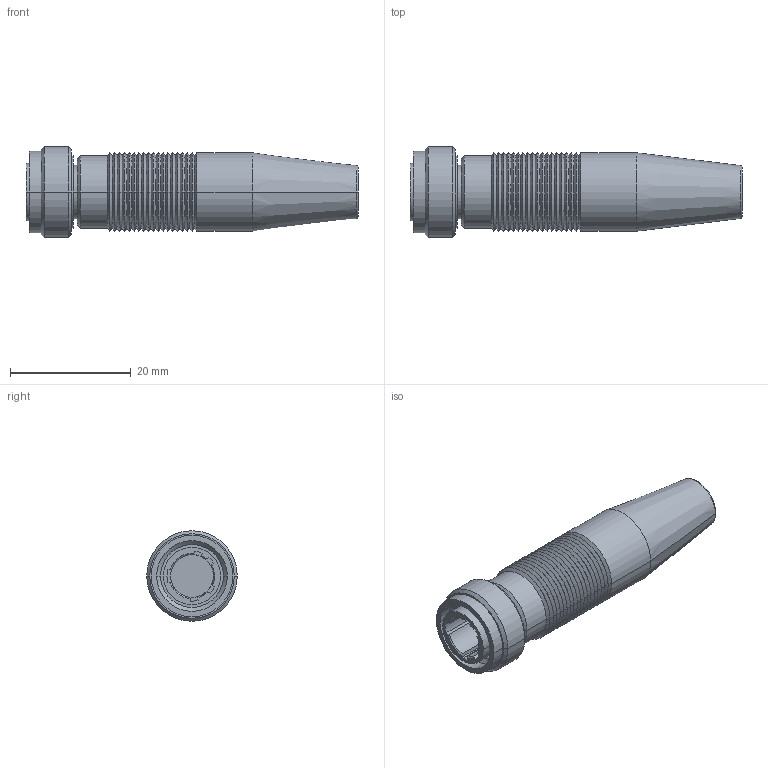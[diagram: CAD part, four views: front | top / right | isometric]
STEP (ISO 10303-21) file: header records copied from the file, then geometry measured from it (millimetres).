
FILE_DESCRIPTION(('CoCreate Modeling STEP Export'),'2;1');
FILE_NAME('SR30-10PF-7P.stp','2012-04-05T18:10:21',(''),(''),'CoCreate Modeling STEP processor for AP214 (Solid Model)','CoCreate Modeling 17.0 01-Apr-2010 (C) Parametric Technology GmbH','');
FILE_SCHEMA(('AUTOMOTIVE_DESIGN { 1 0 10303 214 1 1 1 1 }'));
Length unit declared in the file: millimetre
Products named in the file (1): SR30-10PF-7P
Bounding box: 55 x 15 x 15 mm (x, y, z)
Volume: 5866.4 mm3; surface area: 3660.3 mm2
Topology: 1 solids, 1 shells, 154 faces, 332 edges, 191 vertices
Faces by surface type: cone 90, cylinder 34, plane 28, torus 2
Entity records: 3566 total; most frequent: ORIENTED_EDGE 664, CARTESIAN_POINT 660, DIRECTION 518, EDGE_CURVE 332, VERTEX_POINT 191, AXIS2_PLACEMENT_3D 182, EDGE_LOOP 165, VECTOR 154
